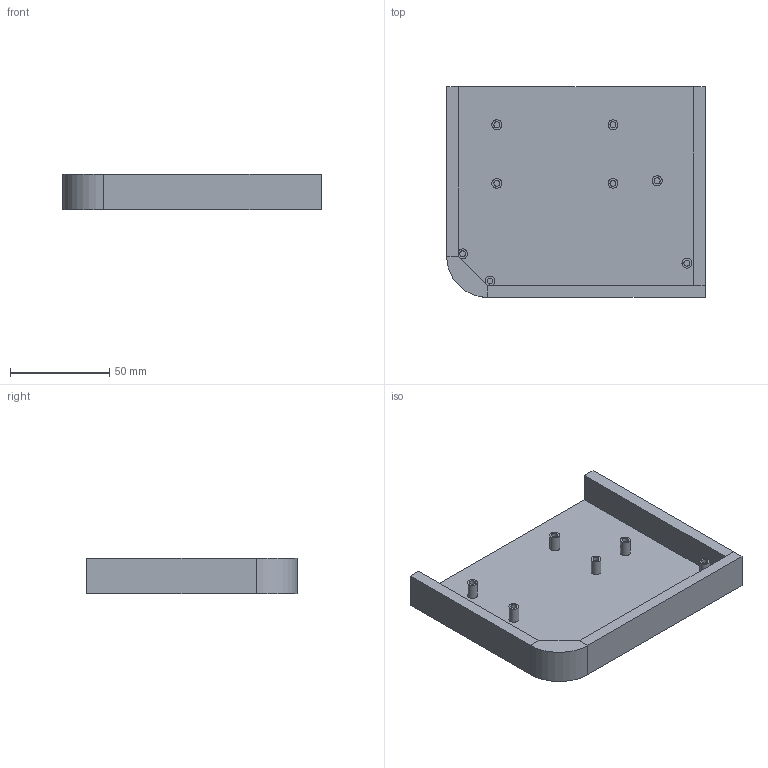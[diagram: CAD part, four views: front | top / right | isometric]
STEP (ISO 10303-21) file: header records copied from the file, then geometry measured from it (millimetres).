
FILE_DESCRIPTION(('FreeCAD Model'),'2;1');
FILE_NAME('Open CASCADE Shape Model','2022-01-08T19:48:20',('Author'),( ''),'Open CASCADE STEP processor 7.5','FreeCAD','Unknown');
FILE_SCHEMA(('AUTOMOTIVE_DESIGN { 1 0 10303 214 1 1 1 1 }'));
Length unit declared in the file: millimetre
Products named in the file (1): Body
Bounding box: 130.25 x 106.25 x 18 mm (x, y, z)
Volume: 72134.4 mm3; surface area: 40080.9 mm2
Topology: 1 solids, 1 shells, 68 faces, 128 edges, 82 vertices
Faces by surface type: plane 49, cylinder 19
Full cylindrical faces by diameter (mm): 3 x8, 5 x6
Entity records: 3488 total; most frequent: CARTESIAN_POINT 733, DIRECTION 540, LINE 269, VECTOR 269, ORIENTED_EDGE 256, PCURVE 256, DEFINITIONAL_REPRESENTATION 256, EDGE_CURVE 128
